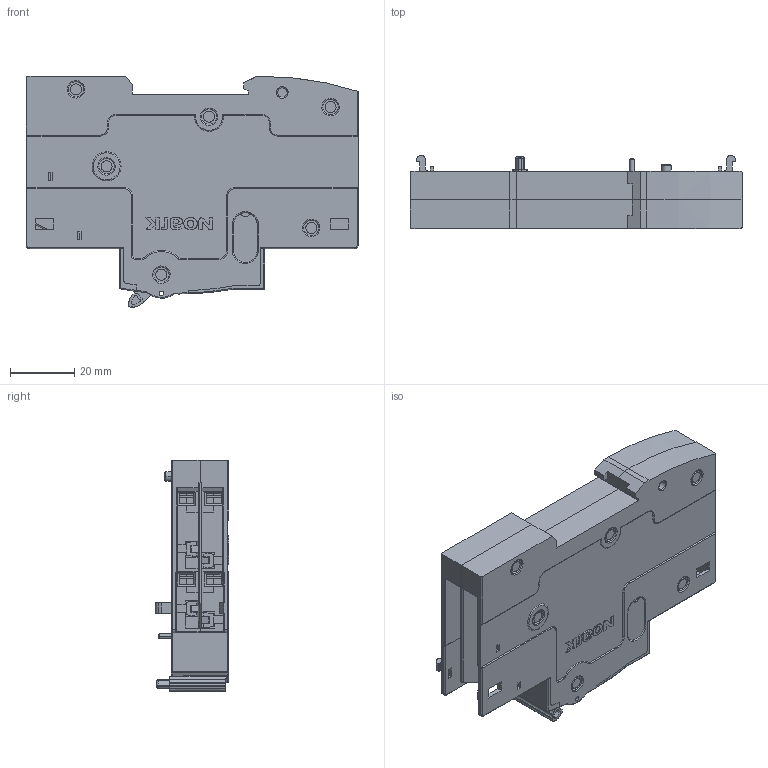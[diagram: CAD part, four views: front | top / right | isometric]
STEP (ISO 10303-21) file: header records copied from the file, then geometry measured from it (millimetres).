
FILE_DESCRIPTION((''),'2;1');
FILE_NAME('SHT3111N__2020110001_ASM','2023-03-08T10:31:42',('dyliuk3'),(''),'CREO PARAMETRIC BY PTC INC, 2020044','CREO PARAMETRIC BY PTC INC, 2020044','');
FILE_SCHEMA(('CONFIG_CONTROL_DESIGN','SHAPE_APPEARANCE_LAYERS_GROUPS'));
Products named in the file (17): SHT3111N_1_1; SHT3111N_1_2; SHT3111N_1_3; SHT3111N_1_4; SHT3111N_1_5; SHT3111N_1_6; SHT3111N_1_7; SHT3111N_1_8; SHT3111N_1_9; SHT3111N_1_10; SHT3111N_1_11; SHT3111N_1_12; SHT3111N_1_13; SHT3111N_1_14; SHT3111N_1_15; SHT3111N_1_ASM; SHT3111N__2020110001_ASM
Assembly tree (16 placements, depth 3):
  SHT3111N__2020110001_ASM
    SHT3111N_1_ASM
      SHT3111N_1_1
      SHT3111N_1_2
      SHT3111N_1_3
      SHT3111N_1_4
      SHT3111N_1_5
      SHT3111N_1_6
      SHT3111N_1_7
      SHT3111N_1_8
      SHT3111N_1_9
      SHT3111N_1_10
      SHT3111N_1_11
      SHT3111N_1_12
      SHT3111N_1_13
      SHT3111N_1_14
      SHT3111N_1_15
Bounding box: 103 x 22.8 x 71.71 mm (x, y, z)
Volume: 679.5 mm3; surface area: 49484.8 mm2
Topology: 10 solids, 29 shells, 2663 faces, 7585 edges, 5039 vertices
Faces by surface type: plane 1868, cylinder 584, torus 101, cone 37, sphere 36, extrusion 34, bspline 3
Entity records: 106527 total; most frequent: CARTESIAN_POINT 17499, ORIENTED_EDGE 15016, DIRECTION 14386, EDGE_CURVE 7575, VECTOR 5440, LINE 5406, VERTEX_POINT 5039, AXIS2_PLACEMENT_3D 4473
